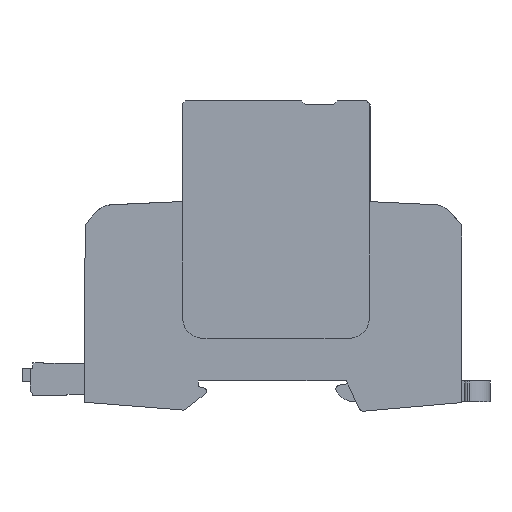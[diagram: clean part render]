
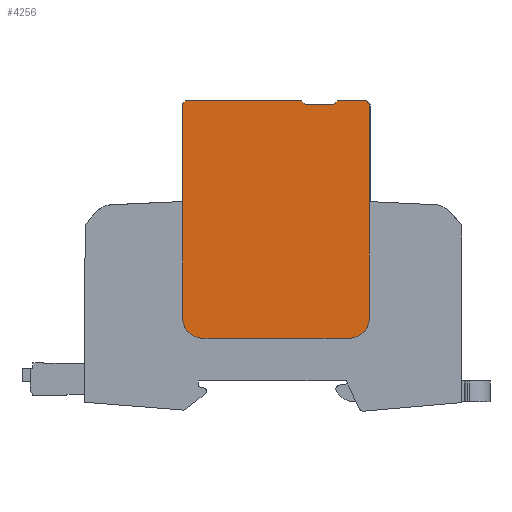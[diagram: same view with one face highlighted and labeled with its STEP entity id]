
A CAD part, left-side view. The second image highlights one B-rep face of the part: STEP entity #4256.
In plain terms, the highlighted planar face has unit normal (-1, 0, 0).
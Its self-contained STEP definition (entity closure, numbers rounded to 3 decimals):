
#2596=AXIS2_PLACEMENT_3D('Circle Axis2P3D',#2594,#2595,$) ;
#2610=AXIS2_PLACEMENT_3D('Circle Axis2P3D',#2608,#2609,$) ;
#2657=AXIS2_PLACEMENT_3D('Circle Axis2P3D',#2655,#2656,$) ;
#2664=AXIS2_PLACEMENT_3D('Circle Axis2P3D',#2662,#2663,$) ;
#4196=AXIS2_PLACEMENT_3D('Plane Axis2P3D',#4193,#4194,#4195) ;
#520=CARTESIAN_POINT('Vertex',(0.25,73.545,50.152)) ;
#1051=CARTESIAN_POINT('Vertex',(0.25,28.834,50.127)) ;
#1814=CARTESIAN_POINT('Line Origine',(0.25,73.545,61.844)) ;
#1818=CARTESIAN_POINT('Vertex',(0.25,73.545,73.536)) ;
#1943=CARTESIAN_POINT('Vertex',(0.25,73.545,22.416)) ;
#1946=CARTESIAN_POINT('Line Origine',(0.25,73.545,36.284)) ;
#2569=CARTESIAN_POINT('Line Origine',(0.25,28.834,36.272)) ;
#2573=CARTESIAN_POINT('Vertex',(0.25,28.834,22.416)) ;
#2594=CARTESIAN_POINT('Axis2P3D Location',(0.25,33.834,22.416)) ;
#2598=CARTESIAN_POINT('Vertex',(0.25,33.834,17.416)) ;
#2600=CARTESIAN_POINT('Vertex',(0.25,29.834,19.416)) ;
#2608=CARTESIAN_POINT('Axis2P3D Location',(0.25,33.834,22.416)) ;
#2628=CARTESIAN_POINT('Line Origine',(0.25,51.19,17.416)) ;
#2632=CARTESIAN_POINT('Vertex',(0.25,68.545,17.416)) ;
#2655=CARTESIAN_POINT('Axis2P3D Location',(0.25,68.545,22.416)) ;
#2659=CARTESIAN_POINT('Vertex',(0.25,72.545,19.416)) ;
#2662=CARTESIAN_POINT('Axis2P3D Location',(0.25,68.545,22.416)) ;
#2737=CARTESIAN_POINT('Vertex',(0.25,28.834,73.536)) ;
#2740=CARTESIAN_POINT('Line Origine',(0.25,28.834,61.832)) ;
#4173=CARTESIAN_POINT('Line Origine',(0.25,73.195,73.886)) ;
#4177=CARTESIAN_POINT('Vertex',(0.25,72.845,74.236)) ;
#4193=CARTESIAN_POINT('Axis2P3D Location',(0.25,51.545,7.416)) ;
#4198=CARTESIAN_POINT('Line Origine',(0.25,29.184,73.886)) ;
#4202=CARTESIAN_POINT('Vertex',(0.25,29.534,74.236)) ;
#4205=CARTESIAN_POINT('Line Origine',(0.25,33.034,74.236)) ;
#4209=CARTESIAN_POINT('Vertex',(0.25,36.533,74.236)) ;
#4212=CARTESIAN_POINT('Line Origine',(0.25,36.984,73.786)) ;
#4216=CARTESIAN_POINT('Vertex',(0.25,37.434,73.335)) ;
#4219=CARTESIAN_POINT('Line Origine',(0.25,40.784,73.335)) ;
#4223=CARTESIAN_POINT('Vertex',(0.25,44.134,73.335)) ;
#4226=CARTESIAN_POINT('Line Origine',(0.25,44.585,73.786)) ;
#4230=CARTESIAN_POINT('Vertex',(0.25,45.036,74.236)) ;
#4233=CARTESIAN_POINT('Line Origine',(0.25,58.94,74.236)) ;
#1815=DIRECTION('Vector Direction',(0.,0.,-1.)) ;
#1947=DIRECTION('Vector Direction',(0.,0.,1.)) ;
#2570=DIRECTION('Vector Direction',(0.,0.,-1.)) ;
#2595=DIRECTION('Axis2P3D Direction',(-1.,0.,0.)) ;
#2609=DIRECTION('Axis2P3D Direction',(-1.,0.,0.)) ;
#2629=DIRECTION('Vector Direction',(0.,1.,0.)) ;
#2656=DIRECTION('Axis2P3D Direction',(-1.,0.,0.)) ;
#2663=DIRECTION('Axis2P3D Direction',(-1.,0.,0.)) ;
#2741=DIRECTION('Vector Direction',(0.,0.,1.)) ;
#4174=DIRECTION('Vector Direction',(0.,0.707,-0.707)) ;
#4194=DIRECTION('Axis2P3D Direction',(-1.,0.,0.)) ;
#4195=DIRECTION('Axis2P3D XDirection',(0.,-1.,0.)) ;
#4199=DIRECTION('Vector Direction',(0.,0.707,0.707)) ;
#4206=DIRECTION('Vector Direction',(0.,-1.,0.)) ;
#4213=DIRECTION('Vector Direction',(0.,0.707,-0.707)) ;
#4220=DIRECTION('Vector Direction',(0.,1.,0.)) ;
#4227=DIRECTION('Vector Direction',(0.,0.707,0.707)) ;
#4234=DIRECTION('Vector Direction',(0.,-1.,0.)) ;
#1816=VECTOR('Line Direction',#1815,1.) ;
#1948=VECTOR('Line Direction',#1947,1.) ;
#2571=VECTOR('Line Direction',#2570,1.) ;
#2630=VECTOR('Line Direction',#2629,1.) ;
#2742=VECTOR('Line Direction',#2741,1.) ;
#4175=VECTOR('Line Direction',#4174,1.) ;
#4200=VECTOR('Line Direction',#4199,1.) ;
#4207=VECTOR('Line Direction',#4206,1.) ;
#4214=VECTOR('Line Direction',#4213,1.) ;
#4221=VECTOR('Line Direction',#4220,1.) ;
#4228=VECTOR('Line Direction',#4227,1.) ;
#4235=VECTOR('Line Direction',#4234,1.) ;
#4239=ORIENTED_EDGE('',*,*,#2661,.T.) ;
#4240=ORIENTED_EDGE('',*,*,#2634,.T.) ;
#4241=ORIENTED_EDGE('',*,*,#2602,.T.) ;
#4242=ORIENTED_EDGE('',*,*,#2612,.T.) ;
#4243=ORIENTED_EDGE('',*,*,#2575,.T.) ;
#4244=ORIENTED_EDGE('',*,*,#2744,.T.) ;
#4245=ORIENTED_EDGE('',*,*,#4204,.T.) ;
#4246=ORIENTED_EDGE('',*,*,#4211,.T.) ;
#4247=ORIENTED_EDGE('',*,*,#4218,.T.) ;
#4248=ORIENTED_EDGE('',*,*,#4225,.T.) ;
#4249=ORIENTED_EDGE('',*,*,#4232,.T.) ;
#4250=ORIENTED_EDGE('',*,*,#4237,.T.) ;
#4251=ORIENTED_EDGE('',*,*,#4179,.T.) ;
#4252=ORIENTED_EDGE('',*,*,#1820,.T.) ;
#4253=ORIENTED_EDGE('',*,*,#1950,.T.) ;
#4254=ORIENTED_EDGE('',*,*,#2666,.T.) ;
#4256=ADVANCED_FACE('VPU',(#4255),#4197,.T.) ;
#2597=CIRCLE('generated circle',#2596,5.) ;
#2611=CIRCLE('generated circle',#2610,5.) ;
#2658=CIRCLE('generated circle',#2657,5.) ;
#2665=CIRCLE('generated circle',#2664,5.) ;
#1820=EDGE_CURVE('',#1819,#521,#1817,.T.) ;
#1950=EDGE_CURVE('',#521,#1944,#1949,.F.) ;
#2575=EDGE_CURVE('',#2574,#1052,#2572,.F.) ;
#2602=EDGE_CURVE('',#2599,#2601,#2597,.T.) ;
#2612=EDGE_CURVE('',#2601,#2574,#2611,.T.) ;
#2634=EDGE_CURVE('',#2633,#2599,#2631,.F.) ;
#2661=EDGE_CURVE('',#2660,#2633,#2658,.T.) ;
#2666=EDGE_CURVE('',#1944,#2660,#2665,.T.) ;
#2744=EDGE_CURVE('',#1052,#2738,#2743,.T.) ;
#4179=EDGE_CURVE('',#4178,#1819,#4176,.T.) ;
#4204=EDGE_CURVE('',#2738,#4203,#4201,.T.) ;
#4211=EDGE_CURVE('',#4203,#4210,#4208,.F.) ;
#4218=EDGE_CURVE('',#4210,#4217,#4215,.T.) ;
#4225=EDGE_CURVE('',#4217,#4224,#4222,.T.) ;
#4232=EDGE_CURVE('',#4224,#4231,#4229,.T.) ;
#4237=EDGE_CURVE('',#4231,#4178,#4236,.F.) ;
#4238=EDGE_LOOP('',(#4239,#4240,#4241,#4242,#4243,#4244,#4245,#4246,#4247,#4248,#4249,#4250,#4251,#4252,#4253,#4254)) ;
#4255=FACE_OUTER_BOUND('',#4238,.T.) ;
#1817=LINE('Line',#1814,#1816) ;
#1949=LINE('Line',#1946,#1948) ;
#2572=LINE('Line',#2569,#2571) ;
#2631=LINE('Line',#2628,#2630) ;
#2743=LINE('Line',#2740,#2742) ;
#4176=LINE('Line',#4173,#4175) ;
#4201=LINE('Line',#4198,#4200) ;
#4208=LINE('Line',#4205,#4207) ;
#4215=LINE('Line',#4212,#4214) ;
#4222=LINE('Line',#4219,#4221) ;
#4229=LINE('Line',#4226,#4228) ;
#4236=LINE('Line',#4233,#4235) ;
#4197=PLANE('',#4196) ;
#521=VERTEX_POINT('',#520) ;
#1052=VERTEX_POINT('',#1051) ;
#1819=VERTEX_POINT('',#1818) ;
#1944=VERTEX_POINT('',#1943) ;
#2574=VERTEX_POINT('',#2573) ;
#2599=VERTEX_POINT('',#2598) ;
#2601=VERTEX_POINT('',#2600) ;
#2633=VERTEX_POINT('',#2632) ;
#2660=VERTEX_POINT('',#2659) ;
#2738=VERTEX_POINT('',#2737) ;
#4178=VERTEX_POINT('',#4177) ;
#4203=VERTEX_POINT('',#4202) ;
#4210=VERTEX_POINT('',#4209) ;
#4217=VERTEX_POINT('',#4216) ;
#4224=VERTEX_POINT('',#4223) ;
#4231=VERTEX_POINT('',#4230) ;
